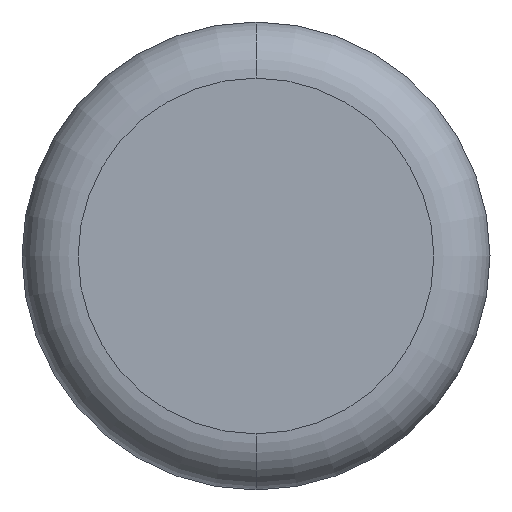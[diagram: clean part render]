
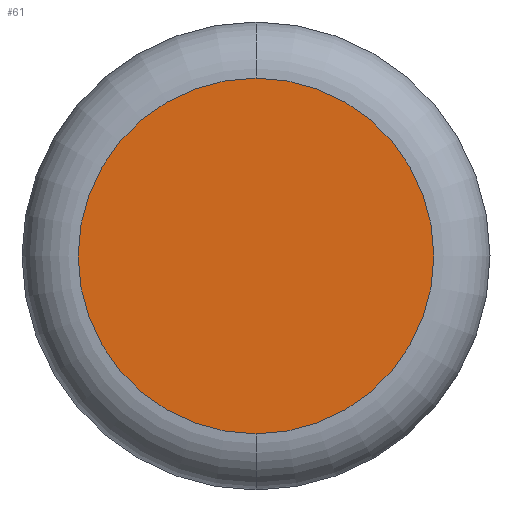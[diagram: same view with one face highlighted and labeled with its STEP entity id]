
A CAD part, front view. The second image highlights one B-rep face of the part: STEP entity #61.
In plain terms, the highlighted planar face has unit normal (0, -1, 0).
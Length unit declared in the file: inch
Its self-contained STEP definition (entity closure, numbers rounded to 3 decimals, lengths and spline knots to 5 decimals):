
#53 = ORIENTED_EDGE ( 'NONE', *, *, #84, .T. ) ;
#54 = CARTESIAN_POINT ( 'NONE',  ( 0., 0., -0.19 ) ) ;
#61 = ADVANCED_FACE ( 'NONE', ( #403 ), #372, .T. ) ;
#84 = EDGE_CURVE ( 'NONE', #454, #479, #115, .T. ) ;
#115 = CIRCLE ( 'NONE', #533, 0.19 ) ;
#148 = CARTESIAN_POINT ( 'NONE',  ( 0., 0., 0. ) ) ;
#156 = AXIS2_PLACEMENT_3D ( 'NONE', #148, #197, #239 ) ;
#162 = CARTESIAN_POINT ( 'NONE',  ( 0., 0., 0.19 ) ) ;
#181 = CIRCLE ( 'NONE', #349, 0.19 ) ;
#197 = DIRECTION ( 'NONE',  ( 0., -1., 0. ) ) ;
#239 = DIRECTION ( 'NONE',  ( 0., 0., -1. ) ) ;
#288 = CARTESIAN_POINT ( 'NONE',  ( 0., 0., 0. ) ) ;
#315 = CARTESIAN_POINT ( 'NONE',  ( 0., 0., 0. ) ) ;
#337 = DIRECTION ( 'NONE',  ( 0., -1., 0. ) ) ;
#349 = AXIS2_PLACEMENT_3D ( 'NONE', #315, #337, #529 ) ;
#372 = PLANE ( 'NONE',  #156 ) ;
#403 = FACE_OUTER_BOUND ( 'NONE', #547, .T. ) ;
#421 = EDGE_CURVE ( 'NONE', #479, #454, #181, .T. ) ;
#443 = ORIENTED_EDGE ( 'NONE', *, *, #421, .T. ) ;
#454 = VERTEX_POINT ( 'NONE', #54 ) ;
#462 = DIRECTION ( 'NONE',  ( 0., 0., -1. ) ) ;
#479 = VERTEX_POINT ( 'NONE', #162 ) ;
#529 = DIRECTION ( 'NONE',  ( 0., 0., -1. ) ) ;
#533 = AXIS2_PLACEMENT_3D ( 'NONE', #288, #537, #462 ) ;
#537 = DIRECTION ( 'NONE',  ( 0., -1., 0. ) ) ;
#547 = EDGE_LOOP ( 'NONE', ( #53, #443 ) ) ;
